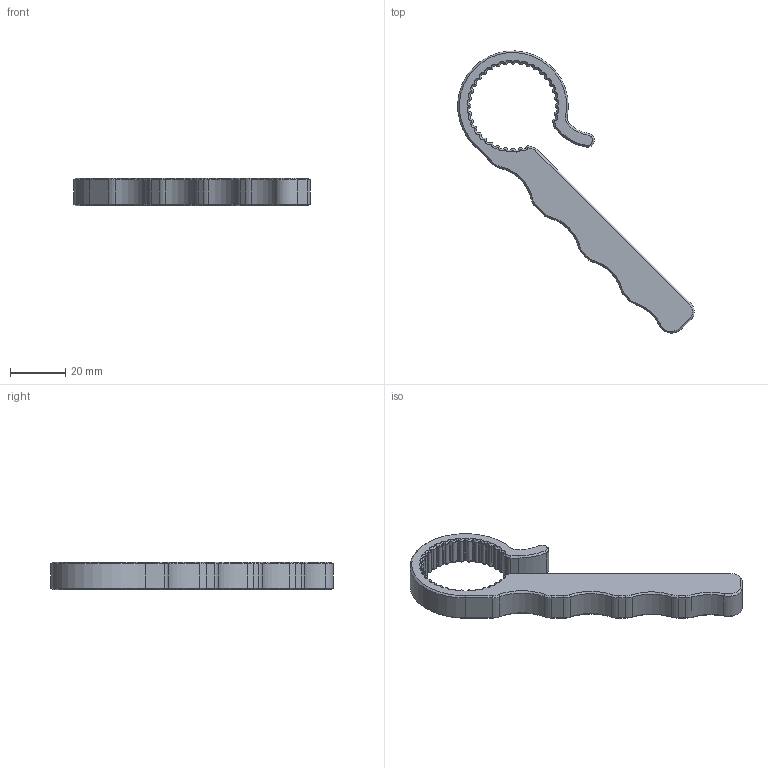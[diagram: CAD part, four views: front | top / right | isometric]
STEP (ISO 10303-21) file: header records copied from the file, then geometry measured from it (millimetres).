
FILE_DESCRIPTION(/* description */ (''),/* implementation_level */ '2;1');
FILE_NAME(/* name */ 'just_b Wrench.step',/* time_stamp */ '2024-09-09T21:49:07-04:00',/* author */ (''),/* organization */ (''),/* preprocessor_version */ 'ST-DEVELOPER v20',/* originating_system */ 'Autodesk Translation Framework v13.14.0.145',/* authorisation */ '');
FILE_SCHEMA (('AUTOMOTIVE_DESIGN { 1 0 10303 214 3 1 1 }'));
Length unit declared in the file: millimetre
Products named in the file (1): just_b Wrench
Bounding box: 85.45 x 101.96 x 10 mm (x, y, z)
Volume: 16346.8 mm3; surface area: 7214 mm2
Topology: 1 solids, 1 shells, 464 faces, 1078 edges, 616 vertices
Faces by surface type: bspline 294, cone 98, cylinder 49, plane 23
Entity records: 42144 total; most frequent: CARTESIAN_POINT 33243, ORIENTED_EDGE 2156, DIRECTION 1220, EDGE_CURVE 1078, VERTEX_POINT 616, LINE 486, VECTOR 486, FACE_OUTER_BOUND 464
